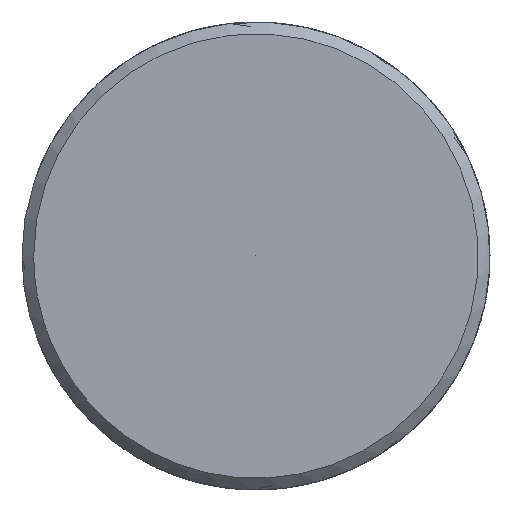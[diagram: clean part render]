
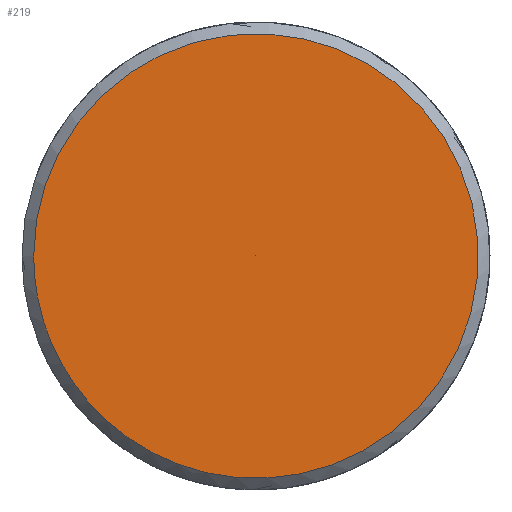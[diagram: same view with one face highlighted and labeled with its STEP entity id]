
A CAD part, left-side view. The second image highlights one B-rep face of the part: STEP entity #219.
In plain terms, the highlighted free-form (B-spline) face has degree [5, 3] with [6, 4] control points.
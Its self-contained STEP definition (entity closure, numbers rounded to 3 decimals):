
#133 = CARTESIAN_POINT ('', (-108., 4.75, 0.));
#134 = VERTEX_POINT ('', #133);
#144 = CARTESIAN_POINT ('', (-108., 4.75, 0.));
#145 = CARTESIAN_POINT ('', (-108., 4.75, 19.));
#146 = CARTESIAN_POINT ('', (-108., -14.25, 9.5));
#147 = CARTESIAN_POINT ('', (-108., -14.25, -9.5));
#148 = CARTESIAN_POINT ('', (-108., 4.75, -19.));
#149 = CARTESIAN_POINT ('', (-108., 4.75, 0.));
#150 = (
   BOUNDED_CURVE ()
   B_SPLINE_CURVE (5, (#144, #145, #146, #147, #148, #149), .UNSPECIFIED., .T., .U.)
   B_SPLINE_CURVE_WITH_KNOTS ((6, 6), (0., 1.), .UNSPECIFIED.)
   CURVE ()
   GEOMETRIC_REPRESENTATION_ITEM ()
   RATIONAL_B_SPLINE_CURVE ((5., 1., 1., 1., 1., 5.))
   REPRESENTATION_ITEM ('')
);
#151 = EDGE_CURVE ('', #134, #134, #150, .T.);
#181 = CARTESIAN_POINT ('', (-108., 0., 0.));
#182 = VERTEX_POINT ('', #181);
#183 = CARTESIAN_POINT ('', (-108., 4.75, 0.));
#184 = CARTESIAN_POINT ('', (-108., 3.167, 0.));
#185 = CARTESIAN_POINT ('', (-108., 1.583, 0.));
#186 = CARTESIAN_POINT ('', (-108., 0., 0.));
#187 = B_SPLINE_CURVE_WITH_KNOTS ('', 3, (#183, #184, #185, #186), .UNSPECIFIED., .F., .U., (4, 4), (0., 1.), .UNSPECIFIED.);
#188 = EDGE_CURVE ('', #134, #182, #187, .T.);
#189 = ORIENTED_EDGE ('', *, *, #188, .F.);
#190 = ORIENTED_EDGE ('', *, *, #151, .T.);
#191 = ORIENTED_EDGE ('', *, *, #188, .T.);
#192 = EDGE_LOOP ('', (#189, #190, #191));
#193 = FACE_OUTER_BOUND ('', #192, .F.);
#194 = CARTESIAN_POINT ('', (-108., 4.75, 0.));
#195 = CARTESIAN_POINT ('', (-108., 3.167, 0.));
#196 = CARTESIAN_POINT ('', (-108., 1.583, 0.));
#197 = CARTESIAN_POINT ('', (-108., 0., 0.));
#198 = CARTESIAN_POINT ('', (-108., 4.75, 19.));
#199 = CARTESIAN_POINT ('', (-108., 3.167, 12.667));
#200 = CARTESIAN_POINT ('', (-108., 1.583, 6.333));
#201 = CARTESIAN_POINT ('', (-108., 0., 0.));
#202 = CARTESIAN_POINT ('', (-108., -14.25, 9.5));
#203 = CARTESIAN_POINT ('', (-108., -9.5, 6.333));
#204 = CARTESIAN_POINT ('', (-108., -4.75, 3.167));
#205 = CARTESIAN_POINT ('', (-108., 0., 0.));
#206 = CARTESIAN_POINT ('', (-108., -14.25, -9.5));
#207 = CARTESIAN_POINT ('', (-108., -9.5, -6.333));
#208 = CARTESIAN_POINT ('', (-108., -4.75, -3.167));
#209 = CARTESIAN_POINT ('', (-108., 0., 0.));
#210 = CARTESIAN_POINT ('', (-108., 4.75, -19.));
#211 = CARTESIAN_POINT ('', (-108., 3.167, -12.667));
#212 = CARTESIAN_POINT ('', (-108., 1.583, -6.333));
#213 = CARTESIAN_POINT ('', (-108., 0., 0.));
#214 = CARTESIAN_POINT ('', (-108., 4.75, 0.));
#215 = CARTESIAN_POINT ('', (-108., 3.167, 0.));
#216 = CARTESIAN_POINT ('', (-108., 1.583, 0.));
#217 = CARTESIAN_POINT ('', (-108., 0., 0.));
#218 = (
   BOUNDED_SURFACE ()
   B_SPLINE_SURFACE (5, 3, ((#194, #195, #196, #197), (#198, #199, #200, #201), (#202, #203, #204, #205), (#206, #207, #208, #209), (#210, #211, #212, #213), (#214, #215, #216, #217)), .UNSPECIFIED., .T., .F., .U.)
   B_SPLINE_SURFACE_WITH_KNOTS ((6, 6), (4, 4), (0., 1.), (0., 1.), .UNSPECIFIED.)
   SURFACE ()
   GEOMETRIC_REPRESENTATION_ITEM ()
   RATIONAL_B_SPLINE_SURFACE (((5., 5., 5., 5.), (1., 1., 1., 1.), (1., 1., 1., 1.), (1., 1., 1., 1.), (1., 1., 1., 1.), (5., 5., 5., 5.)))
   REPRESENTATION_ITEM ('')
);
#219 = ADVANCED_FACE ('', (#193), #218, .F.);
